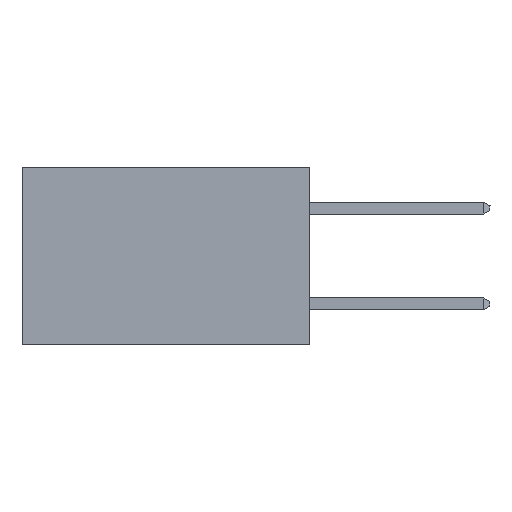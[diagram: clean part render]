
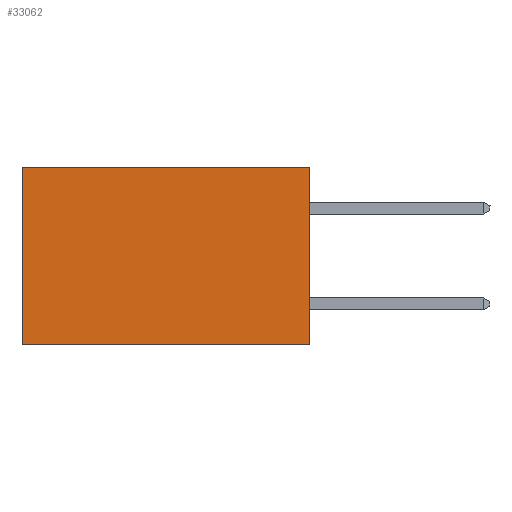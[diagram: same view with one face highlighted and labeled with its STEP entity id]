
A CAD part, left-side view. The second image highlights one B-rep face of the part: STEP entity #33062.
In plain terms, the highlighted planar face has unit normal (-1, 0, 0).
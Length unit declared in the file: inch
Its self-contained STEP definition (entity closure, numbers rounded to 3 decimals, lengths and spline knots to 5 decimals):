
#689 = CARTESIAN_POINT ( 'NONE',  ( 0.2875, 0., 0. ) ) ;
#3305 = DIRECTION ( 'NONE',  ( 0., 1., 0. ) ) ;
#4299 = LINE ( 'NONE', #18315, #8051 ) ;
#4957 = ORIENTED_EDGE ( 'NONE', *, *, #22091, .F. ) ;
#6378 = VECTOR ( 'NONE', #18123, 39.37008 ) ;
#8051 = VECTOR ( 'NONE', #27264, 39.37008 ) ;
#8540 = EDGE_CURVE ( 'NONE', #9194, #37147, #35388, .T. ) ;
#9194 = VERTEX_POINT ( 'NONE', #26816 ) ;
#9711 = DIRECTION ( 'NONE',  ( 0., 0., -1. ) ) ;
#11071 = LINE ( 'NONE', #32523, #6378 ) ;
#11274 = VECTOR ( 'NONE', #3305, 39.37008 ) ;
#11661 = ORIENTED_EDGE ( 'NONE', *, *, #8540, .T. ) ;
#17212 = VERTEX_POINT ( 'NONE', #31636 ) ;
#17953 = ORIENTED_EDGE ( 'NONE', *, *, #37301, .F. ) ;
#18123 = DIRECTION ( 'NONE',  ( 0., 1., 0. ) ) ;
#18315 = CARTESIAN_POINT ( 'NONE',  ( 0.2875, 0.6, 0. ) ) ;
#18364 = PLANE ( 'NONE',  #36855 ) ;
#19265 = FACE_OUTER_BOUND ( 'NONE', #19688, .T. ) ;
#19688 = EDGE_LOOP ( 'NONE', ( #34543, #17953, #4957, #11661 ) ) ;
#22091 = EDGE_CURVE ( 'NONE', #9194, #32462, #26769, .T. ) ;
#23963 = CARTESIAN_POINT ( 'NONE',  ( 0.2875, 0., 0. ) ) ;
#26769 = LINE ( 'NONE', #689, #37970 ) ;
#26816 = CARTESIAN_POINT ( 'NONE',  ( 0.2875, 0., 0. ) ) ;
#27264 = DIRECTION ( 'NONE',  ( 0., 0., -1. ) ) ;
#28115 = CARTESIAN_POINT ( 'NONE',  ( 0.2875, 0., -0.37 ) ) ;
#31636 = CARTESIAN_POINT ( 'NONE',  ( 0.2875, 0.6, -0.37 ) ) ;
#32462 = VERTEX_POINT ( 'NONE', #28115 ) ;
#32523 = CARTESIAN_POINT ( 'NONE',  ( 0.2875, 0., -0.37 ) ) ;
#33062 = ADVANCED_FACE ( 'NONE', ( #19265 ), #18364, .F. ) ;
#33640 = EDGE_CURVE ( 'NONE', #37147, #17212, #4299, .T. ) ;
#33668 = DIRECTION ( 'NONE',  ( 0., 0., -1. ) ) ;
#34235 = CARTESIAN_POINT ( 'NONE',  ( 0.2875, 0.6, 0. ) ) ;
#34543 = ORIENTED_EDGE ( 'NONE', *, *, #33640, .T. ) ;
#35388 = LINE ( 'NONE', #23963, #11274 ) ;
#36145 = DIRECTION ( 'NONE',  ( 1., 0., 0. ) ) ;
#36665 = CARTESIAN_POINT ( 'NONE',  ( 0.2875, 0., 0. ) ) ;
#36855 = AXIS2_PLACEMENT_3D ( 'NONE', #36665, #36145, #33668 ) ;
#37147 = VERTEX_POINT ( 'NONE', #34235 ) ;
#37301 = EDGE_CURVE ( 'NONE', #32462, #17212, #11071, .T. ) ;
#37970 = VECTOR ( 'NONE', #9711, 39.37008 ) ;
